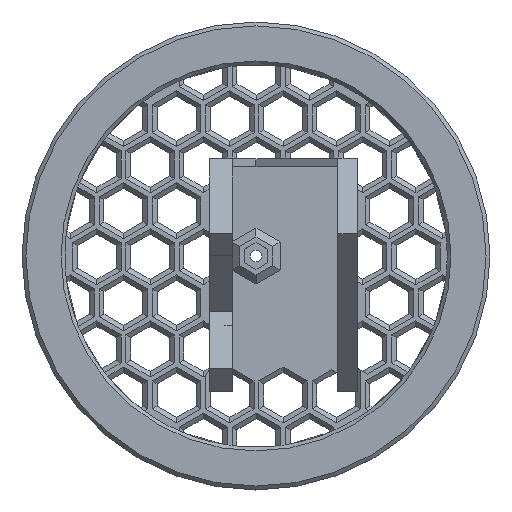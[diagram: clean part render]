
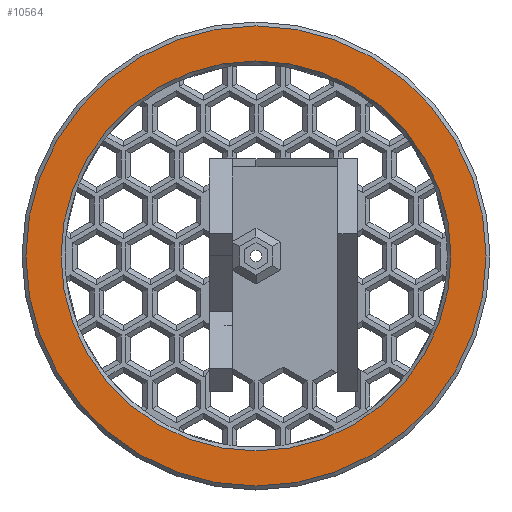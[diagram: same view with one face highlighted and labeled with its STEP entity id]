
A CAD part, top view. The second image highlights one B-rep face of the part: STEP entity #10564.
In plain terms, the highlighted planar face has unit normal (0, 0, 1).
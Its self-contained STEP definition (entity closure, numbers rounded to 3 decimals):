
#107=FACE_BOUND('',#1299,.T.);
#228=CIRCLE('',#11215,59.);
#231=CIRCLE('',#11220,50.);
#722=FACE_OUTER_BOUND('',#1298,.T.);
#1298=EDGE_LOOP('',(#8767));
#1299=EDGE_LOOP('',(#8768));
#4957=VERTEX_POINT('',#16543);
#4960=VERTEX_POINT('',#16553);
#6355=EDGE_CURVE('',#4957,#4957,#228,.T.);
#6360=EDGE_CURVE('',#4960,#4960,#231,.T.);
#8767=ORIENTED_EDGE('',*,*,#6355,.F.);
#8768=ORIENTED_EDGE('',*,*,#6360,.T.);
#10016=PLANE('',#11219);
#10564=ADVANCED_FACE('',(#722,#107),#10016,.T.);
#11215=AXIS2_PLACEMENT_3D('',#16544,#13614,#13615);
#11219=AXIS2_PLACEMENT_3D('',#16552,#13624,#13625);
#11220=AXIS2_PLACEMENT_3D('',#16554,#13626,#13627);
#13614=DIRECTION('center_axis',(0.,0.,-1.));
#13615=DIRECTION('ref_axis',(1.,0.,0.));
#13624=DIRECTION('center_axis',(0.,0.,1.));
#13625=DIRECTION('ref_axis',(1.,0.,0.));
#13626=DIRECTION('center_axis',(0.,0.,-1.));
#13627=DIRECTION('ref_axis',(-1.,0.,0.));
#16543=CARTESIAN_POINT('',(-58.998,-100.,5.));
#16544=CARTESIAN_POINT('Origin',(0.002,-100.,5.));
#16552=CARTESIAN_POINT('Origin',(0.002,-100.,5.));
#16553=CARTESIAN_POINT('',(50.002,-100.,5.));
#16554=CARTESIAN_POINT('Origin',(0.002,-100.,5.));
